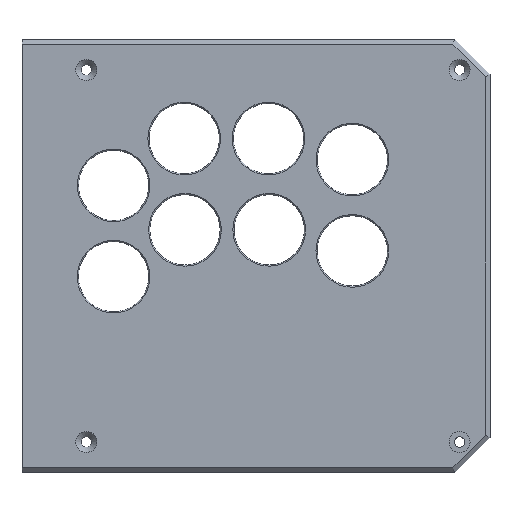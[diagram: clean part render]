
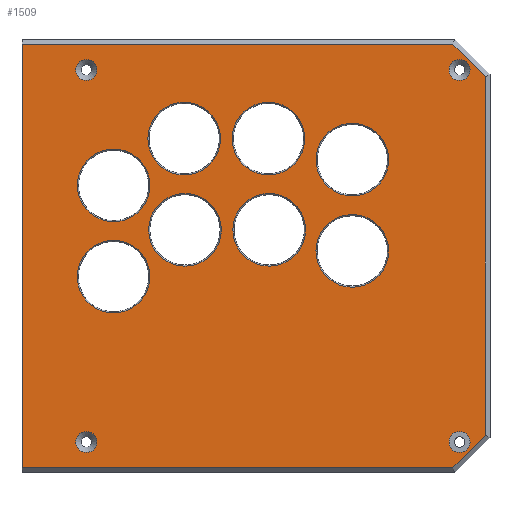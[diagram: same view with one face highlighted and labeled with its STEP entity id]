
A CAD part, top view. The second image highlights one B-rep face of the part: STEP entity #1509.
In plain terms, the highlighted planar face has unit normal (0, 0, 1).
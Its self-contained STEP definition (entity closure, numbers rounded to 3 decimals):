
#33=FACE_BOUND('',#242,.T.);
#34=FACE_BOUND('',#243,.T.);
#35=FACE_BOUND('',#244,.T.);
#36=FACE_BOUND('',#245,.T.);
#37=FACE_BOUND('',#246,.T.);
#38=FACE_BOUND('',#247,.T.);
#39=FACE_BOUND('',#248,.T.);
#40=FACE_BOUND('',#249,.T.);
#41=FACE_BOUND('',#250,.T.);
#42=FACE_BOUND('',#251,.T.);
#43=FACE_BOUND('',#252,.T.);
#44=FACE_BOUND('',#253,.T.);
#66=PLANE('',#1629);
#137=FACE_OUTER_BOUND('',#241,.T.);
#241=EDGE_LOOP('',(#1056,#1057,#1058,#1059,#1060,#1061));
#242=EDGE_LOOP('',(#1062));
#243=EDGE_LOOP('',(#1063));
#244=EDGE_LOOP('',(#1064));
#245=EDGE_LOOP('',(#1065));
#246=EDGE_LOOP('',(#1066));
#247=EDGE_LOOP('',(#1067));
#248=EDGE_LOOP('',(#1068));
#249=EDGE_LOOP('',(#1069));
#250=EDGE_LOOP('',(#1070));
#251=EDGE_LOOP('',(#1071));
#252=EDGE_LOOP('',(#1072));
#253=EDGE_LOOP('',(#1073));
#366=LINE('',#2411,#455);
#367=LINE('',#2413,#456);
#368=LINE('',#2415,#457);
#369=LINE('',#2417,#458);
#370=LINE('',#2419,#459);
#371=LINE('',#2420,#460);
#455=VECTOR('',#1893,10.);
#456=VECTOR('',#1894,10.);
#457=VECTOR('',#1895,10.);
#458=VECTOR('',#1896,10.);
#459=VECTOR('',#1897,10.);
#460=VECTOR('',#1898,10.);
#551=CIRCLE('',#1627,4.5);
#553=CIRCLE('',#1630,4.5);
#554=CIRCLE('',#1631,4.5);
#555=CIRCLE('',#1632,15.525);
#556=CIRCLE('',#1633,15.525);
#557=CIRCLE('',#1634,15.525);
#558=CIRCLE('',#1635,15.525);
#559=CIRCLE('',#1636,15.525);
#560=CIRCLE('',#1637,15.525);
#561=CIRCLE('',#1638,15.525);
#562=CIRCLE('',#1639,15.525);
#563=CIRCLE('',#1640,4.5);
#671=VERTEX_POINT('',#2403);
#673=VERTEX_POINT('',#2409);
#674=VERTEX_POINT('',#2410);
#675=VERTEX_POINT('',#2412);
#676=VERTEX_POINT('',#2414);
#677=VERTEX_POINT('',#2416);
#678=VERTEX_POINT('',#2418);
#679=VERTEX_POINT('',#2421);
#680=VERTEX_POINT('',#2423);
#681=VERTEX_POINT('',#2425);
#682=VERTEX_POINT('',#2427);
#683=VERTEX_POINT('',#2429);
#684=VERTEX_POINT('',#2431);
#685=VERTEX_POINT('',#2433);
#686=VERTEX_POINT('',#2435);
#687=VERTEX_POINT('',#2437);
#688=VERTEX_POINT('',#2439);
#689=VERTEX_POINT('',#2441);
#813=EDGE_CURVE('',#671,#671,#551,.T.);
#816=EDGE_CURVE('',#673,#674,#366,.T.);
#817=EDGE_CURVE('',#675,#673,#367,.T.);
#818=EDGE_CURVE('',#676,#675,#368,.T.);
#819=EDGE_CURVE('',#677,#676,#369,.T.);
#820=EDGE_CURVE('',#678,#677,#370,.T.);
#821=EDGE_CURVE('',#678,#674,#371,.T.);
#822=EDGE_CURVE('',#679,#679,#553,.T.);
#823=EDGE_CURVE('',#680,#680,#554,.T.);
#824=EDGE_CURVE('',#681,#681,#555,.T.);
#825=EDGE_CURVE('',#682,#682,#556,.T.);
#826=EDGE_CURVE('',#683,#683,#557,.T.);
#827=EDGE_CURVE('',#684,#684,#558,.T.);
#828=EDGE_CURVE('',#685,#685,#559,.T.);
#829=EDGE_CURVE('',#686,#686,#560,.T.);
#830=EDGE_CURVE('',#687,#687,#561,.T.);
#831=EDGE_CURVE('',#688,#688,#562,.T.);
#832=EDGE_CURVE('',#689,#689,#563,.T.);
#1056=ORIENTED_EDGE('',*,*,#816,.F.);
#1057=ORIENTED_EDGE('',*,*,#817,.F.);
#1058=ORIENTED_EDGE('',*,*,#818,.F.);
#1059=ORIENTED_EDGE('',*,*,#819,.F.);
#1060=ORIENTED_EDGE('',*,*,#820,.F.);
#1061=ORIENTED_EDGE('',*,*,#821,.T.);
#1062=ORIENTED_EDGE('',*,*,#822,.F.);
#1063=ORIENTED_EDGE('',*,*,#823,.F.);
#1064=ORIENTED_EDGE('',*,*,#824,.F.);
#1065=ORIENTED_EDGE('',*,*,#825,.F.);
#1066=ORIENTED_EDGE('',*,*,#826,.F.);
#1067=ORIENTED_EDGE('',*,*,#827,.F.);
#1068=ORIENTED_EDGE('',*,*,#828,.F.);
#1069=ORIENTED_EDGE('',*,*,#829,.F.);
#1070=ORIENTED_EDGE('',*,*,#830,.F.);
#1071=ORIENTED_EDGE('',*,*,#831,.F.);
#1072=ORIENTED_EDGE('',*,*,#832,.F.);
#1073=ORIENTED_EDGE('',*,*,#813,.F.);
#1509=ADVANCED_FACE('',(#137,#33,#34,#35,#36,#37,#38,#39,#40,#41,#42,#43,
#44),#66,.T.);
#1627=AXIS2_PLACEMENT_3D('',#2404,#1886,#1887);
#1629=AXIS2_PLACEMENT_3D('',#2408,#1891,#1892);
#1630=AXIS2_PLACEMENT_3D('',#2422,#1899,#1900);
#1631=AXIS2_PLACEMENT_3D('',#2424,#1901,#1902);
#1632=AXIS2_PLACEMENT_3D('',#2426,#1903,#1904);
#1633=AXIS2_PLACEMENT_3D('',#2428,#1905,#1906);
#1634=AXIS2_PLACEMENT_3D('',#2430,#1907,#1908);
#1635=AXIS2_PLACEMENT_3D('',#2432,#1909,#1910);
#1636=AXIS2_PLACEMENT_3D('',#2434,#1911,#1912);
#1637=AXIS2_PLACEMENT_3D('',#2436,#1913,#1914);
#1638=AXIS2_PLACEMENT_3D('',#2438,#1915,#1916);
#1639=AXIS2_PLACEMENT_3D('',#2440,#1917,#1918);
#1640=AXIS2_PLACEMENT_3D('',#2442,#1919,#1920);
#1886=DIRECTION('center_axis',(0.,0.,1.));
#1887=DIRECTION('ref_axis',(-1.,0.,0.));
#1891=DIRECTION('center_axis',(0.,0.,1.));
#1892=DIRECTION('ref_axis',(-1.,0.,0.));
#1893=DIRECTION('',(-1.,0.,0.));
#1894=DIRECTION('',(-0.707,-0.707,0.));
#1895=DIRECTION('',(0.,-1.,0.));
#1896=DIRECTION('',(0.707,-0.707,0.));
#1897=DIRECTION('',(1.,0.,0.));
#1898=DIRECTION('',(0.,-1.,0.));
#1899=DIRECTION('center_axis',(0.,0.,1.));
#1900=DIRECTION('ref_axis',(-1.,0.,0.));
#1901=DIRECTION('center_axis',(0.,0.,1.));
#1902=DIRECTION('ref_axis',(-1.,0.,0.));
#1903=DIRECTION('center_axis',(0.,0.,1.));
#1904=DIRECTION('ref_axis',(-1.,0.,0.));
#1905=DIRECTION('center_axis',(0.,0.,1.));
#1906=DIRECTION('ref_axis',(-1.,0.,0.));
#1907=DIRECTION('center_axis',(0.,0.,1.));
#1908=DIRECTION('ref_axis',(-1.,0.,0.));
#1909=DIRECTION('center_axis',(0.,0.,1.));
#1910=DIRECTION('ref_axis',(-1.,0.,0.));
#1911=DIRECTION('center_axis',(0.,0.,1.));
#1912=DIRECTION('ref_axis',(-1.,0.,0.));
#1913=DIRECTION('center_axis',(0.,0.,1.));
#1914=DIRECTION('ref_axis',(-1.,0.,0.));
#1915=DIRECTION('center_axis',(0.,0.,1.));
#1916=DIRECTION('ref_axis',(-1.,0.,0.));
#1917=DIRECTION('center_axis',(0.,0.,1.));
#1918=DIRECTION('ref_axis',(-1.,0.,0.));
#1919=DIRECTION('center_axis',(0.,0.,1.));
#1920=DIRECTION('ref_axis',(-1.,0.,0.));
#2403=CARTESIAN_POINT('',(386.5,13.,40.));
#2404=CARTESIAN_POINT('Origin',(382.,13.,40.));
#2408=CARTESIAN_POINT('Origin',(295.,92.5,40.));
#2409=CARTESIAN_POINT('',(379.172,2.,40.));
#2410=CARTESIAN_POINT('',(195.,2.,40.));
#2411=CARTESIAN_POINT('',(245.,2.,40.));
#2412=CARTESIAN_POINT('',(393.,15.828,40.));
#2413=CARTESIAN_POINT('',(384.211,7.039,40.));
#2414=CARTESIAN_POINT('',(393.,169.172,40.));
#2415=CARTESIAN_POINT('',(393.,46.25,40.));
#2416=CARTESIAN_POINT('',(379.172,183.,40.));
#2417=CARTESIAN_POINT('',(384.211,177.961,40.));
#2418=CARTESIAN_POINT('',(195.,183.,40.));
#2419=CARTESIAN_POINT('',(345.,183.,40.));
#2420=CARTESIAN_POINT('',(195.,185.,40.));
#2421=CARTESIAN_POINT('',(227.,13.,40.));
#2422=CARTESIAN_POINT('Origin',(222.5,13.,40.));
#2423=CARTESIAN_POINT('',(227.,172.,40.));
#2424=CARTESIAN_POINT('Origin',(222.5,172.,40.));
#2425=CARTESIAN_POINT('',(351.68,94.668,40.));
#2426=CARTESIAN_POINT('Origin',(336.155,94.668,40.));
#2427=CARTESIAN_POINT('',(315.845,142.666,40.));
#2428=CARTESIAN_POINT('Origin',(300.32,142.666,40.));
#2429=CARTESIAN_POINT('',(279.845,142.667,40.));
#2430=CARTESIAN_POINT('Origin',(264.32,142.667,40.));
#2431=CARTESIAN_POINT('',(280.167,103.668,40.));
#2432=CARTESIAN_POINT('Origin',(264.642,103.668,40.));
#2433=CARTESIAN_POINT('',(249.661,83.668,40.));
#2434=CARTESIAN_POINT('Origin',(234.136,83.668,40.));
#2435=CARTESIAN_POINT('',(249.695,122.668,40.));
#2436=CARTESIAN_POINT('Origin',(234.17,122.668,40.));
#2437=CARTESIAN_POINT('',(316.173,103.668,40.));
#2438=CARTESIAN_POINT('Origin',(300.648,103.668,40.));
#2439=CARTESIAN_POINT('',(351.695,133.668,40.));
#2440=CARTESIAN_POINT('Origin',(336.17,133.668,40.));
#2441=CARTESIAN_POINT('',(386.5,172.,40.));
#2442=CARTESIAN_POINT('Origin',(382.,172.,40.));
